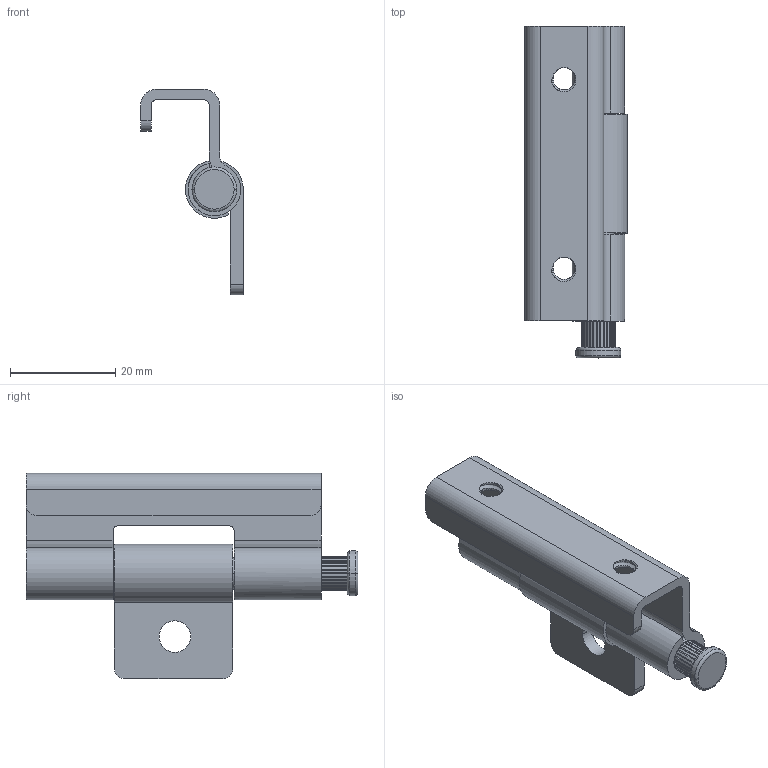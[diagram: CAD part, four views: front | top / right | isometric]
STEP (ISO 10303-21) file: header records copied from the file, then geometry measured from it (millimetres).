
FILE_DESCRIPTION(/* description */ (''),/* implementation_level */ '2;1');
FILE_NAME(/* name */ 'JL042',/* time_stamp */ '2025-02-13T13:18:24+08:00',/* author */ (''),/* organization */ (''),/* preprocessor_version */ 'ST-DEVELOPER v19.2',/* originating_system */ 'Rhino 8.5',/* authorisation */ '');
FILE_SCHEMA (('CONFIG_CONTROL_DESIGN'));
Length unit declared in the file: millimetre
Products named in the file (1): Document
Bounding box: 19.5 x 63 x 39 mm (x, y, z)
Volume: 9026.6 mm3; surface area: 9035.5 mm2
Topology: 3 solids, 3 shells, 128 faces, 356 edges, 236 vertices
Faces by surface type: cylinder 87, plane 25, bspline 16
Entity records: 15998 total; most frequent: CARTESIAN_POINT 12863, ORIENTED_EDGE 712, DIRECTION 482, EDGE_CURVE 356, AXIS2_PLACEMENT_3D 297, VERTEX_POINT 236, TRIMMED_CURVE 183, CIRCLE 183
